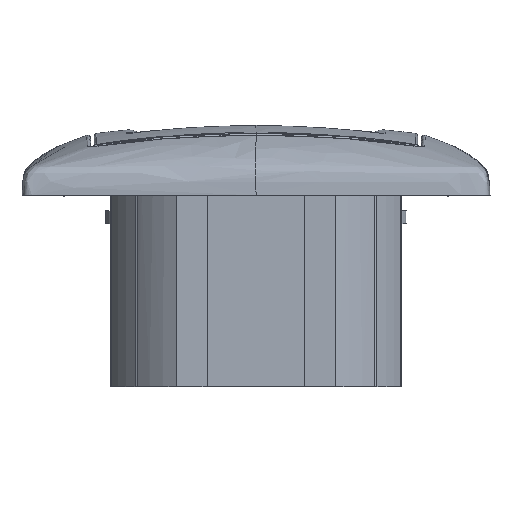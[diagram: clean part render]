
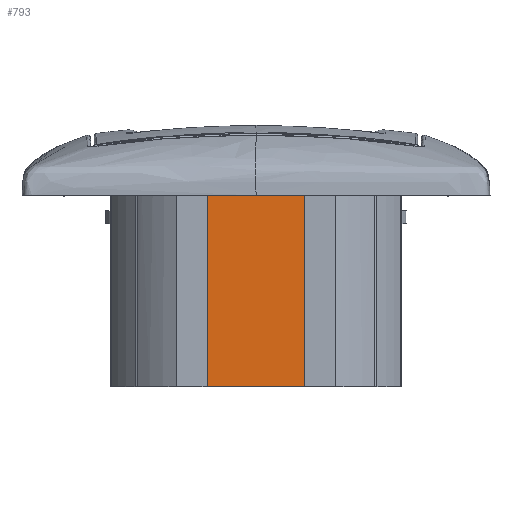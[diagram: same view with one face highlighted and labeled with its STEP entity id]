
A CAD part, front view. The second image highlights one B-rep face of the part: STEP entity #793.
In plain terms, the highlighted planar face has unit normal (0, -1, 0).
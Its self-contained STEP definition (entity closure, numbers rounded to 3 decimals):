
#793=ADVANCED_FACE('',(#10386),#10388,.T.);
#10386=FACE_BOUND('',#10387,.T.);
#10387=EDGE_LOOP('',(#35514,#35515,#35516,#35517));
#10388=PLANE('',#10389);
#10389=AXIS2_PLACEMENT_3D('',#10390,#10391,#10392);
#10390=CARTESIAN_POINT('',(8.432,-27.268,1.9));
#10391=DIRECTION('',(0.,-1.,0.));
#10392=DIRECTION('',(-1.,0.,0.));
#35514=ORIENTED_EDGE('',*,*,#50963,.T.);
#35515=ORIENTED_EDGE('',*,*,#51229,.T.);
#35516=ORIENTED_EDGE('',*,*,#51230,.F.);
#35517=ORIENTED_EDGE('',*,*,#51231,.F.);
#50963=EDGE_CURVE('',#55609,#55607,#55610,.F.);
#51229=EDGE_CURVE('',#55607,#56055,#56057,.T.);
#51230=EDGE_CURVE('',#56058,#56055,#56059,.T.);
#51231=EDGE_CURVE('',#55609,#56058,#56060,.T.);
#55607=VERTEX_POINT('',#61458);
#55609=VERTEX_POINT('',#61462);
#55610=LINE('',#61463,#61464);
#56055=VERTEX_POINT('',#64169);
#56057=LINE('',#64173,#64174);
#56058=VERTEX_POINT('',#64176);
#56059=LINE('',#64177,#64178);
#56060=LINE('',#64180,#64181);
#61458=CARTESIAN_POINT('',(-8.568,-27.268,1.9));
#61462=CARTESIAN_POINT('',(8.432,-27.268,1.9));
#61463=CARTESIAN_POINT('',(-8.568,-27.268,1.9));
#61464=VECTOR('',#61465,1.);
#61465=DIRECTION('',(1.,0.,0.));
#64169=CARTESIAN_POINT('',(-8.568,-27.268,-31.6));
#64173=CARTESIAN_POINT('',(-8.568,-27.268,1.9));
#64174=VECTOR('',#64175,1.);
#64175=DIRECTION('',(0.,0.,-1.));
#64176=CARTESIAN_POINT('',(8.432,-27.268,-31.6));
#64177=CARTESIAN_POINT('',(8.432,-27.268,-31.6));
#64178=VECTOR('',#64179,1.);
#64179=DIRECTION('',(-1.,0.,0.));
#64180=CARTESIAN_POINT('',(8.432,-27.268,1.9));
#64181=VECTOR('',#64182,1.);
#64182=DIRECTION('',(0.,0.,-1.));
